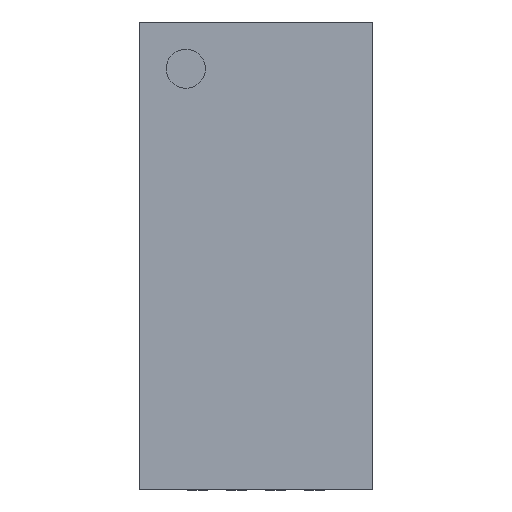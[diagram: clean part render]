
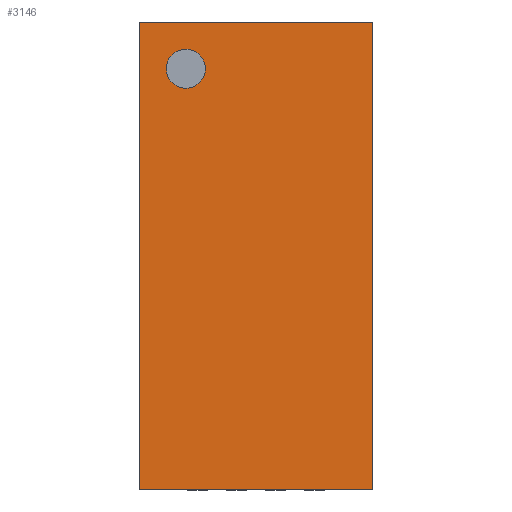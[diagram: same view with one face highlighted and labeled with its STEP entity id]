
A CAD part, top view. The second image highlights one B-rep face of the part: STEP entity #3146.
In plain terms, the highlighted planar face has unit normal (0, 0, 1).
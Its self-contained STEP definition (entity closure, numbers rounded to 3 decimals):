
#13=DIRECTION('',(0.,0.,1.));
#96=DIRECTION('',(0.,0.,-1.));
#153=VECTOR('',#154,1.);
#154=DIRECTION('',(1.,0.,0.));
#160=VECTOR('',#161,1.);
#161=DIRECTION('',(0.,-1.,0.));
#852=VERTEX_POINT('',#853);
#853=CARTESIAN_POINT('',(-1.49,2.99,0.77));
#855=ORIENTED_EDGE('',*,*,#856,.T.);
#856=EDGE_CURVE('',#852,#857,#859,.T.);
#857=VERTEX_POINT('',#858);
#858=CARTESIAN_POINT('',(-1.49,-2.99,0.77));
#859=LINE('',#853,#160);
#1037=ORIENTED_EDGE('',*,*,#1038,.F.);
#1038=EDGE_CURVE('',#852,#1039,#1041,.T.);
#1039=VERTEX_POINT('',#1040);
#1040=CARTESIAN_POINT('',(1.49,2.99,0.77));
#1041=LINE('',#853,#153);
#1636=EDGE_CURVE('',#1039,#1637,#1639,.T.);
#1637=VERTEX_POINT('',#1638);
#1638=CARTESIAN_POINT('',(1.49,-2.99,0.77));
#1639=LINE('',#1040,#160);
#2503=EDGE_CURVE('',#857,#1637,#2504,.T.);
#2504=LINE('',#858,#153);
#3146=ADVANCED_FACE('',(#3147,#3151),#3160,.T.);
#3147=FACE_BOUND('',#3148,.T.);
#3148=EDGE_LOOP('',(#1037,#855,#3149,#3150));
#3149=ORIENTED_EDGE('',*,*,#2503,.T.);
#3150=ORIENTED_EDGE('',*,*,#1636,.F.);
#3151=FACE_BOUND('',#3152,.T.);
#3152=EDGE_LOOP('',(#3153));
#3153=ORIENTED_EDGE('',*,*,#3154,.T.);
#3154=EDGE_CURVE('',#3155,#3155,#3157,.T.);
#3155=VERTEX_POINT('',#3156);
#3156=CARTESIAN_POINT('',(-0.9,2.15,0.77));
#3157=CIRCLE('',#3158,0.25);
#3158=AXIS2_PLACEMENT_3D('',#3159,#96,#161);
#3159=CARTESIAN_POINT('',(-0.9,2.4,0.77));
#3160=PLANE('',#3161);
#3161=AXIS2_PLACEMENT_3D('',#853,#13,#161);
